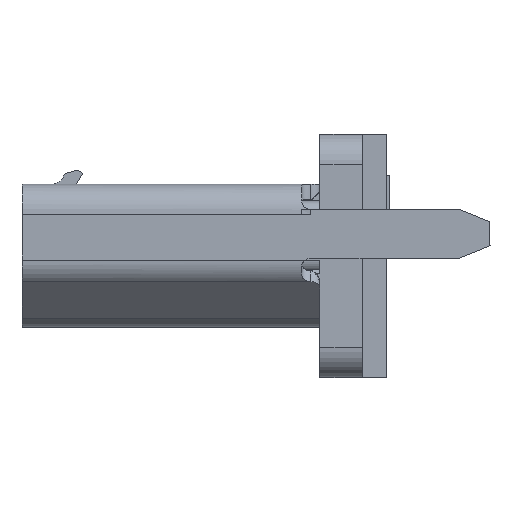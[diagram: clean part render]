
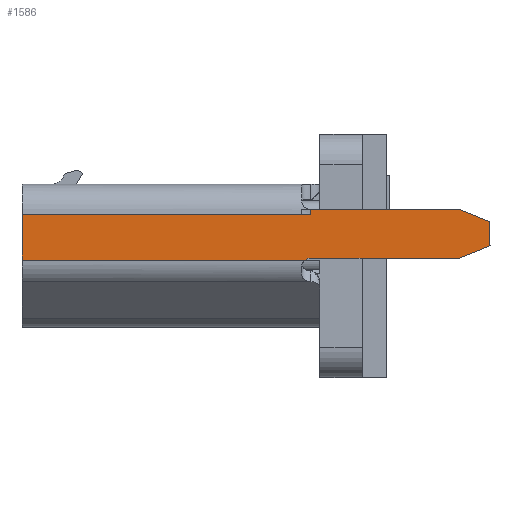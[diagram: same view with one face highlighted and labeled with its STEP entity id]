
A CAD part, left-side view. The second image highlights one B-rep face of the part: STEP entity #1586.
In plain terms, the highlighted face is planar.
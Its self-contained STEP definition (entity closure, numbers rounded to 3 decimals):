
#1586 = ADVANCED_FACE( 'NONE', ( #3613 ), #3614, .T. );
#3613 = FACE_OUTER_BOUND( '', #6380, .T. );
#3614 = PLANE( '', #6381 );
#6380 = EDGE_LOOP( '', ( #11649, #11650, #11651, #11652, #11653, #11654, #11655, #11656, #11657, #11658, #11659 ) );
#6381 = AXIS2_PLACEMENT_3D( '', #11660, #11661, #11662 );
#11649 = ORIENTED_EDGE( '', *, *, #17540, .F. );
#11650 = ORIENTED_EDGE( '', *, *, #17394, .T. );
#11651 = ORIENTED_EDGE( '', *, *, #16852, .T. );
#11652 = ORIENTED_EDGE( '', *, *, #16573, .T. );
#11653 = ORIENTED_EDGE( '', *, *, #17541, .T. );
#11654 = ORIENTED_EDGE( '', *, *, #17542, .T. );
#11655 = ORIENTED_EDGE( '', *, *, #17543, .T. );
#11656 = ORIENTED_EDGE( '', *, *, #17099, .T. );
#11657 = ORIENTED_EDGE( '', *, *, #17544, .T. );
#11658 = ORIENTED_EDGE( '', *, *, #17545, .T. );
#11659 = ORIENTED_EDGE( '', *, *, #15634, .F. );
#11660 = CARTESIAN_POINT( '', ( 3.7, 0.624, -3.803 ) );
#11661 = DIRECTION( '', ( 1., 0., 0. ) );
#11662 = DIRECTION( '', ( 0., 1., 0. ) );
#15634 = EDGE_CURVE( 'NONE', #18697, #18699, #18700, .T. );
#16573 = EDGE_CURVE( 'NONE', #20308, #20310, #20312, .T. );
#16852 = EDGE_CURVE( 'NONE', #20750, #20308, #20755, .T. );
#17099 = EDGE_CURVE( 'NONE', #21140, #21141, #21142, .T. );
#17394 = EDGE_CURVE( 'NONE', #21567, #20750, #21568, .T. );
#17540 = EDGE_CURVE( 'NONE', #21567, #18697, #21762, .T. );
#17541 = EDGE_CURVE( 'NONE', #20310, #21763, #21764, .T. );
#17542 = EDGE_CURVE( 'NONE', #21763, #21765, #21766, .T. );
#17543 = EDGE_CURVE( 'NONE', #21765, #21140, #21767, .T. );
#17544 = EDGE_CURVE( 'NONE', #21141, #21768, #21769, .T. );
#17545 = EDGE_CURVE( 'NONE', #21768, #18699, #21770, .T. );
#18697 = VERTEX_POINT( 'NONE', #23171 );
#18699 = VERTEX_POINT( 'NONE', #23173 );
#18700 = LINE( '', #23174, #23175 );
#20308 = VERTEX_POINT( 'NONE', #25728 );
#20310 = VERTEX_POINT( 'NONE', #25731 );
#20312 = LINE( '', #25734, #25735 );
#20750 = VERTEX_POINT( 'NONE', #26435 );
#20755 = CIRCLE( '', #26462, 0.15 );
#21140 = VERTEX_POINT( 'NONE', #27037 );
#21141 = VERTEX_POINT( 'NONE', #27038 );
#21142 = LINE( '', #27039, #27040 );
#21567 = VERTEX_POINT( 'NONE', #27697 );
#21568 = LINE( '', #27698, #27699 );
#21762 = LINE( '', #27984, #27985 );
#21763 = VERTEX_POINT( 'NONE', #27986 );
#21764 = LINE( '', #27987, #27988 );
#21765 = VERTEX_POINT( 'NONE', #27989 );
#21766 = LINE( '', #27990, #27991 );
#21767 = LINE( '', #27992, #27993 );
#21768 = VERTEX_POINT( 'NONE', #27994 );
#21769 = LINE( '', #27995, #27996 );
#21770 = LINE( '', #27997, #27998 );
#23171 = CARTESIAN_POINT( '', ( 3.7, 0.955, 0. ) );
#23173 = CARTESIAN_POINT( '', ( 3.7, 0.955, -4.6 ) );
#23174 = CARTESIAN_POINT( '', ( 3.7, 0.955, -4.849 ) );
#23175 = VECTOR( '', #29839, 1000. );
#25728 = CARTESIAN_POINT( '', ( 3.7, 0.24, -4.75 ) );
#25731 = CARTESIAN_POINT( '', ( 3.7, 0.24, -7.2 ) );
#25734 = CARTESIAN_POINT( '', ( 3.7, 0.24, -3.803 ) );
#25735 = VECTOR( '', #30835, 1000. );
#26435 = CARTESIAN_POINT( '', ( 3.7, 0.209, -4.658 ) );
#26462 = AXIS2_PLACEMENT_3D( '', #31105, #31106, #31107 );
#27037 = CARTESIAN_POINT( '', ( 3.7, 1.04, -7.2 ) );
#27038 = CARTESIAN_POINT( '', ( 3.7, 1.04, -4.75 ) );
#27039 = CARTESIAN_POINT( '', ( 3.7, 1.04, -3.803 ) );
#27040 = VECTOR( '', #31384, 1000. );
#27697 = CARTESIAN_POINT( '', ( 3.7, 0.209, 0. ) );
#27698 = CARTESIAN_POINT( '', ( 3.7, 0.209, -3.803 ) );
#27699 = VECTOR( '', #31694, 1000. );
#27984 = CARTESIAN_POINT( '', ( 3.7, 0.624, 0. ) );
#27985 = VECTOR( '', #31819, 1000. );
#27986 = CARTESIAN_POINT( '', ( 3.7, 0.44, -7.7 ) );
#27987 = CARTESIAN_POINT( '', ( 3.7, 0.24, -7.2 ) );
#27988 = VECTOR( '', #31820, 1000. );
#27989 = CARTESIAN_POINT( '', ( 3.7, 0.84, -7.7 ) );
#27990 = CARTESIAN_POINT( '', ( 3.7, 0.624, -7.7 ) );
#27991 = VECTOR( '', #31821, 1000. );
#27992 = CARTESIAN_POINT( '', ( 3.7, 0.84, -7.7 ) );
#27993 = VECTOR( '', #31822, 1000. );
#27994 = CARTESIAN_POINT( '', ( 3.7, 0.955, -4.75 ) );
#27995 = CARTESIAN_POINT( '', ( 3.7, 0.624, -4.75 ) );
#27996 = VECTOR( '', #31823, 1000. );
#27997 = CARTESIAN_POINT( '', ( 3.7, 0.955, -3.803 ) );
#27998 = VECTOR( '', #31824, 1000. );
#29839 = DIRECTION( '', ( 0., 0., -1. ) );
#30835 = DIRECTION( '', ( 0., 0., -1. ) );
#31105 = CARTESIAN_POINT( '', ( 3.7, 0.09, -4.75 ) );
#31106 = DIRECTION( '', ( -1., 0., 0. ) );
#31107 = DIRECTION( '', ( 0., 0., -1. ) );
#31384 = DIRECTION( '', ( 0., 0., 1. ) );
#31694 = DIRECTION( '', ( 0., 0., -1. ) );
#31819 = DIRECTION( '', ( 0., 1., 0. ) );
#31820 = DIRECTION( '', ( 0., 0.371, -0.928 ) );
#31821 = DIRECTION( '', ( 0., 1., 0. ) );
#31822 = DIRECTION( '', ( 0., 0.371, 0.928 ) );
#31823 = DIRECTION( '', ( 0., -1., 0. ) );
#31824 = DIRECTION( '', ( 0., 0., 1. ) );
